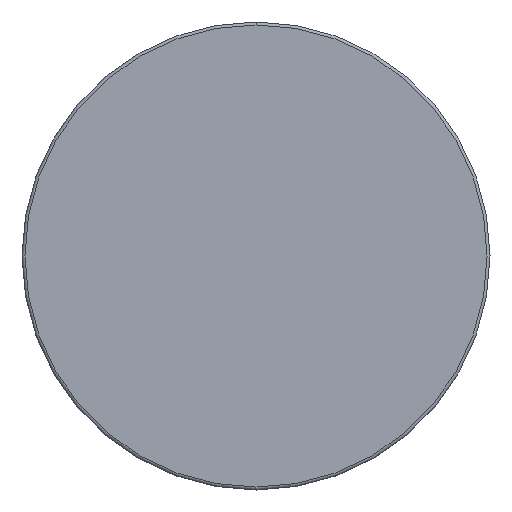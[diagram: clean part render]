
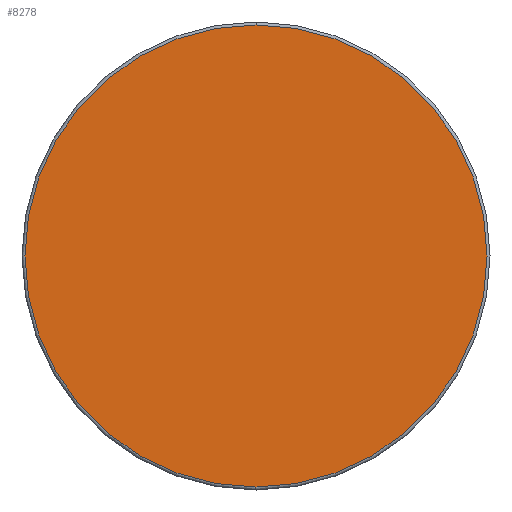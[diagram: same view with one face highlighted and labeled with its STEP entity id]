
A CAD part, left-side view. The second image highlights one B-rep face of the part: STEP entity #8278.
In plain terms, the highlighted planar face has unit normal (-1, 0, 0).
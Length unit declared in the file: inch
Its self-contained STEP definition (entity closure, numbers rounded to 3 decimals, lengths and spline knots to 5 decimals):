
#774 = DIRECTION ( 'NONE',  ( 0., 0., 1. ) ) ;
#778 = DIRECTION ( 'NONE',  ( -1., 0., 0. ) ) ;
#790 = CARTESIAN_POINT ( 'NONE',  ( -16.3, 0., 0. ) ) ;
#1003 = PLANE ( 'NONE',  #3346 ) ;
#3346 = AXIS2_PLACEMENT_3D ( 'NONE', #790, #778, #774 ) ;
#3621 = AXIS2_PLACEMENT_3D ( 'NONE', #6101, #6102, #6103 ) ;
#3702 = AXIS2_PLACEMENT_3D ( 'NONE', #6731, #6732, #6733 ) ;
#6101 = CARTESIAN_POINT ( 'NONE',  ( -16.3, 0., 0. ) ) ;
#6102 = DIRECTION ( 'NONE',  ( -1., 0., 0. ) ) ;
#6103 = DIRECTION ( 'NONE',  ( 0., 0., 1. ) ) ;
#6731 = CARTESIAN_POINT ( 'NONE',  ( -16.3, 0., 0. ) ) ;
#6732 = DIRECTION ( 'NONE',  ( -1., 0., 0. ) ) ;
#6733 = DIRECTION ( 'NONE',  ( 0., 0., 1. ) ) ;
#7437 = CARTESIAN_POINT ( 'NONE',  ( -16.3, 0., 2.325 ) ) ;
#8278 = ADVANCED_FACE ( 'NONE', ( #16491 ), #1003, .T. ) ;
#10239 = EDGE_LOOP ( 'NONE', ( #17605, #17586 ) ) ;
#11193 = CIRCLE ( 'NONE', #3621, 2.325 ) ;
#11611 = CIRCLE ( 'NONE', #3702, 2.325 ) ;
#13744 = EDGE_CURVE ( 'NONE', #20131, #17487, #11193, .T. ) ;
#15057 = EDGE_CURVE ( 'NONE', #17487, #20131, #11611, .T. ) ;
#16491 = FACE_OUTER_BOUND ( 'NONE', #10239, .T. ) ;
#17487 = VERTEX_POINT ( 'NONE', #7437 ) ;
#17586 = ORIENTED_EDGE ( 'NONE', *, *, #13744, .T. ) ;
#17605 = ORIENTED_EDGE ( 'NONE', *, *, #15057, .T. ) ;
#19689 = CARTESIAN_POINT ( 'NONE',  ( -16.3, 0., -2.325 ) ) ;
#20131 = VERTEX_POINT ( 'NONE', #19689 ) ;
